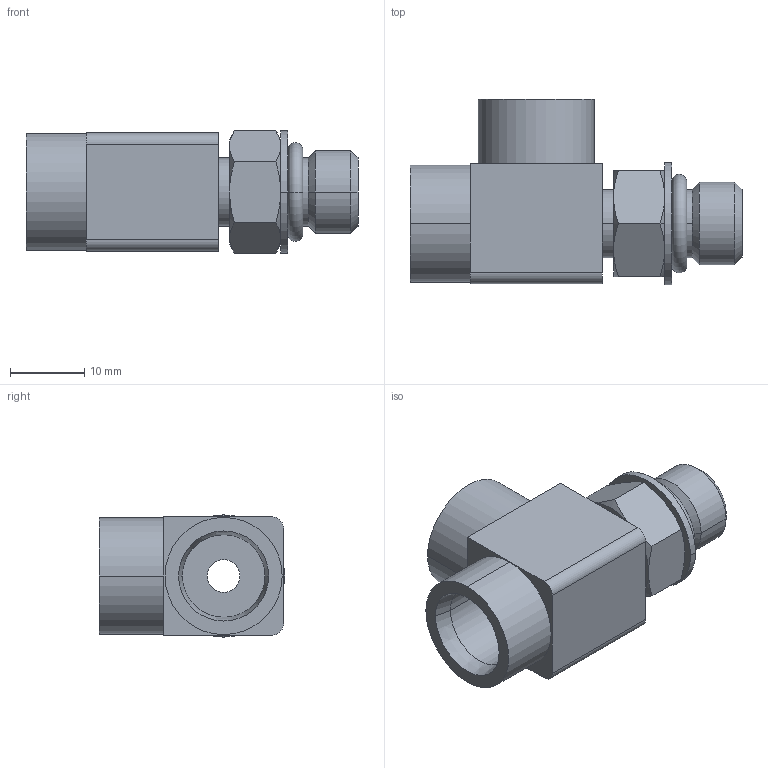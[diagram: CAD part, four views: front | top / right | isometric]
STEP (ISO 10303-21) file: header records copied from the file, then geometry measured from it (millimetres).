
FILE_DESCRIPTION((''),'2;1');
FILE_NAME('ILC30231244','2005-08-18T',('KR'),(''),'PRO/ENGINEER BY PARAMETRIC TECHNOLOGY CORPORATION, 2004290','PRO/ENGINEER BY PARAMETRIC TECHNOLOGY CORPORATION, 2004290','');
FILE_SCHEMA(('AUTOMOTIVE_DESIGN_CC2 { 1 2 10303 214 -1 1 5 2 }'));
Length unit declared in the file: inch
Products named in the file (1): ILC30231244
Bounding box: 44.65 x 24.94 x 16.43 mm (x, y, z)
Volume: 6220.2 mm3; surface area: 5082.5 mm2
Topology: 2 solids, 2 shells, 68 faces, 153 edges, 93 vertices
Faces by surface type: cone 23, cylinder 22, plane 19, torus 4
Entity records: 2702 total; most frequent: CARTESIAN_POINT 570, DIRECTION 316, ORIENTED_EDGE 306, PRESENTATION_STYLE_ASSIGNMENT 159, STYLED_ITEM 155, CURVE_STYLE 153, EDGE_CURVE 153, AXIS2_PLACEMENT_3D 133
